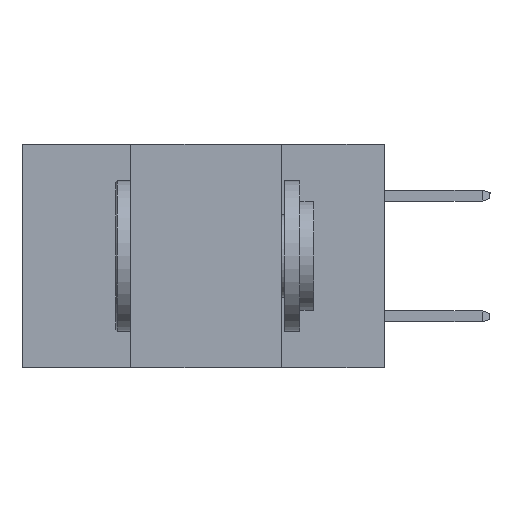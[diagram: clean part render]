
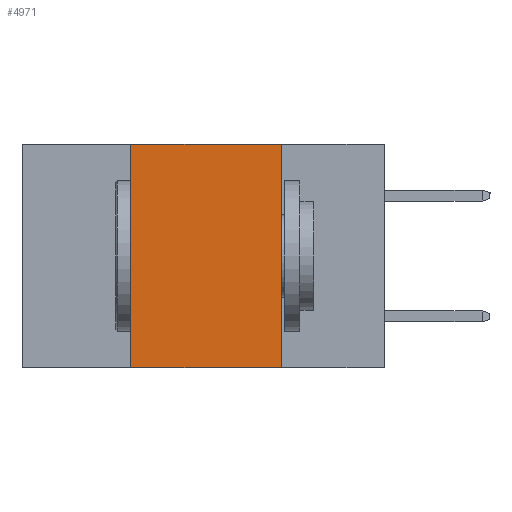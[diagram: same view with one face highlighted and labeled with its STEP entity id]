
A CAD part, left-side view. The second image highlights one B-rep face of the part: STEP entity #4971.
In plain terms, the highlighted planar face has unit normal (-1, 0, 0).
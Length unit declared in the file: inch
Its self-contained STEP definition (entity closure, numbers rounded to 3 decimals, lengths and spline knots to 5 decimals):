
#301 = EDGE_CURVE ( 'NONE', #5333, #10150, #8787, .T. ) ;
#302 = DIRECTION ( 'NONE',  ( 0., 0., -1. ) ) ;
#462 = LINE ( 'NONE', #10300, #1092 ) ;
#639 = CARTESIAN_POINT ( 'NONE',  ( 0., 0.17, -0.37 ) ) ;
#1092 = VECTOR ( 'NONE', #302, 39.37008 ) ;
#1372 = DIRECTION ( 'NONE',  ( 0., 0., 1. ) ) ;
#1554 = DIRECTION ( 'NONE',  ( 0., -1., 0. ) ) ;
#3592 = ORIENTED_EDGE ( 'NONE', *, *, #6077, .T. ) ;
#3770 = DIRECTION ( 'NONE',  ( 0., 0., -1. ) ) ;
#4971 = ADVANCED_FACE ( 'NONE', ( #8620 ), #13576, .F. ) ;
#5333 = VERTEX_POINT ( 'NONE', #11055 ) ;
#6077 = EDGE_CURVE ( 'NONE', #11903, #10004, #8102, .T. ) ;
#6203 = DIRECTION ( 'NONE',  ( 1., 0., 0. ) ) ;
#6340 = CARTESIAN_POINT ( 'NONE',  ( 0., 0.42, -0.37 ) ) ;
#7583 = VECTOR ( 'NONE', #15676, 39.37008 ) ;
#7756 = ORIENTED_EDGE ( 'NONE', *, *, #15521, .F. ) ;
#8102 = LINE ( 'NONE', #11748, #7583 ) ;
#8477 = AXIS2_PLACEMENT_3D ( 'NONE', #14882, #6203, #3770 ) ;
#8620 = FACE_OUTER_BOUND ( 'NONE', #15743, .T. ) ;
#8787 = LINE ( 'NONE', #11238, #14975 ) ;
#8795 = ORIENTED_EDGE ( 'NONE', *, *, #301, .F. ) ;
#9731 = ORIENTED_EDGE ( 'NONE', *, *, #12782, .F. ) ;
#10004 = VERTEX_POINT ( 'NONE', #639 ) ;
#10150 = VERTEX_POINT ( 'NONE', #14022 ) ;
#10300 = CARTESIAN_POINT ( 'NONE',  ( 0., 0.17, -0.37 ) ) ;
#11055 = CARTESIAN_POINT ( 'NONE',  ( 0., 0.42, 0. ) ) ;
#11238 = CARTESIAN_POINT ( 'NONE',  ( 0., 0.6, 0. ) ) ;
#11748 = CARTESIAN_POINT ( 'NONE',  ( 0., 0.6, -0.37 ) ) ;
#11903 = VERTEX_POINT ( 'NONE', #14003 ) ;
#12750 = VECTOR ( 'NONE', #1372, 39.37008 ) ;
#12782 = EDGE_CURVE ( 'NONE', #10150, #10004, #462, .T. ) ;
#13576 = PLANE ( 'NONE',  #8477 ) ;
#14003 = CARTESIAN_POINT ( 'NONE',  ( 0., 0.42, -0.37 ) ) ;
#14022 = CARTESIAN_POINT ( 'NONE',  ( 0., 0.17, 0. ) ) ;
#14774 = LINE ( 'NONE', #6340, #12750 ) ;
#14882 = CARTESIAN_POINT ( 'NONE',  ( 0., 0.6, 0. ) ) ;
#14975 = VECTOR ( 'NONE', #1554, 39.37008 ) ;
#15521 = EDGE_CURVE ( 'NONE', #11903, #5333, #14774, .T. ) ;
#15676 = DIRECTION ( 'NONE',  ( 0., -1., 0. ) ) ;
#15743 = EDGE_LOOP ( 'NONE', ( #9731, #8795, #7756, #3592 ) ) ;
